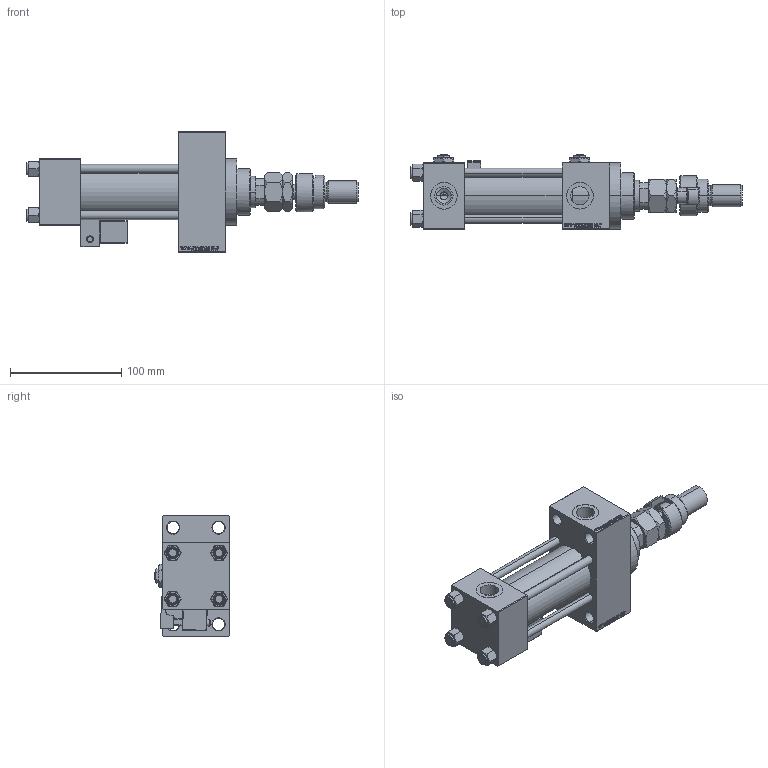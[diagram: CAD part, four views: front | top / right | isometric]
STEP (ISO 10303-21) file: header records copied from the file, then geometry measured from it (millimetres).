
FILE_DESCRIPTION (( 'STEP AP203' ), '1' );
FILE_NAME ('e56c.STEP', '2022-09-14T01:03:18', ( '' ), ( '' ), 'SwSTEP 2.0', 'SolidWorks 2019', '' );
FILE_SCHEMA (( 'CONFIG_CONTROL_DESIGN' ));
Length unit declared in the file: millimetre
Products named in the file (11): V215CR_VCP_D 6caf26e98b4a194f1cdbf4f61707a4b9; DFA 6caf26e98b4a194f1cdbf4f61707a4b9; V215CR_MSU 6caf26e98b4a194f1cdbf4f61707a4b9; Zatka_pro_OIL_PORT 6caf26e98b4a194f1cdbf4f61707a4b9; e56c; V215CR_D_Body 6caf26e98b4a194f1cdbf4f61707a4b9; NUT_M5_D 6caf26e98b4a194f1cdbf4f61707a4b9; V215_VC_A 6caf26e98b4a194f1cdbf4f61707a4b9; MFA 6caf26e98b4a194f1cdbf4f61707a4b9; FEMALE_PART_FOR_DFA 6caf26e98b4a194f1cdbf4f61707a4b9; V215CR_D_TYCINKA 6caf26e98b4a194f1cdbf4f61707a4b9
Assembly tree (17 placements, depth 3):
  e56c
    V215CR_D_Body 6caf26e98b4a194f1cdbf4f61707a4b9
    V215CR_VCP_D 6caf26e98b4a194f1cdbf4f61707a4b9
    NUT_M5_D 6caf26e98b4a194f1cdbf4f61707a4b9  x4
    V215CR_D_TYCINKA 6caf26e98b4a194f1cdbf4f61707a4b9  x4
    V215_VC_A 6caf26e98b4a194f1cdbf4f61707a4b9
    DFA 6caf26e98b4a194f1cdbf4f61707a4b9
      FEMALE_PART_FOR_DFA 6caf26e98b4a194f1cdbf4f61707a4b9
      MFA 6caf26e98b4a194f1cdbf4f61707a4b9
    V215CR_MSU 6caf26e98b4a194f1cdbf4f61707a4b9
    Zatka_pro_OIL_PORT 6caf26e98b4a194f1cdbf4f61707a4b9  x2
Bounding box: 299 x 67 x 109 mm (x, y, z)
Volume: 632478.8 mm3; surface area: 164767.4 mm2
Topology: 16 solids, 16 shells, 1377 faces, 3375 edges, 2140 vertices
Faces by surface type: plane 607, bspline 368, cone 226, cylinder 146, torus 18, sphere 12
Entity records: 54599 total; most frequent: CARTESIAN_POINT 26833, ORIENTED_EDGE 6026, DIRECTION 4283, EDGE_CURVE 3013, VERTEX_POINT 1938, LINE 1717, VECTOR 1717, EDGE_LOOP 1359
